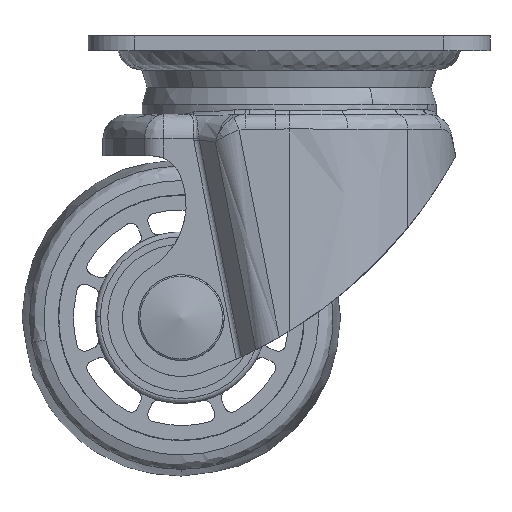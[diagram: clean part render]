
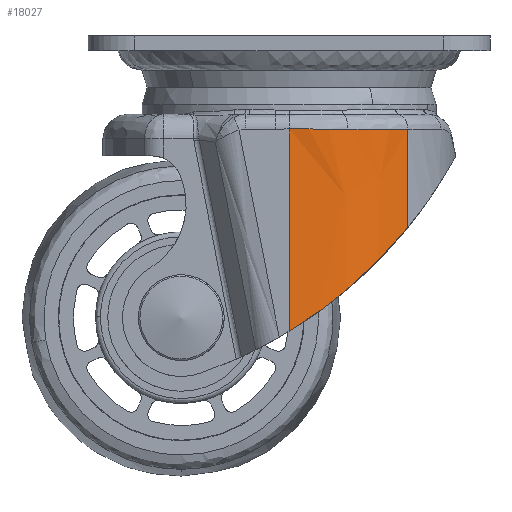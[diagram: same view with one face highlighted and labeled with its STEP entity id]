
A CAD part, front view. The second image highlights one B-rep face of the part: STEP entity #18027.
In plain terms, the highlighted free-form (B-spline) face has degree [1, 2] with [2, 3] control points.
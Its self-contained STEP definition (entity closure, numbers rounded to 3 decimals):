
#14173=CARTESIAN_POINT('',(46.21,-23.083,18.377));
#14174=VERTEX_POINT('',#14173);
#14262=CARTESIAN_POINT('',(46.21,-23.083,38.5));
#14263=VERTEX_POINT('',#14262);
#14272=CARTESIAN_POINT('',(46.21,-23.083,18.377));
#14273=CARTESIAN_POINT('',(46.21,-23.083,38.5));
#14274=QUASI_UNIFORM_CURVE('',1,(#14272,#14273),.UNSPECIFIED.,.F.,.U.);
#14275=EDGE_CURVE('',#14174,#14263,#14274,.T.);
#16545=CARTESIAN_POINT('',(33.961,-30.755,38.5));
#16546=VERTEX_POINT('',#16545);
#16558=CARTESIAN_POINT('',(46.21,-23.083,38.5));
#16559=CARTESIAN_POINT('',(44.411,-24.823,38.5));
#16560=CARTESIAN_POINT('',(40.557,-27.818,38.5));
#16561=CARTESIAN_POINT('',(36.169,-29.948,38.5));
#16562=CARTESIAN_POINT('',(33.961,-30.755,38.5));
#16563=B_SPLINE_CURVE_WITH_KNOTS('',3,(#16558,#16559,#16560,#16561,#16562),.UNSPECIFIED.,.F.,.U.,(4,1,4),(0.,7.507,14.558),.UNSPECIFIED.);
#16564=EDGE_CURVE('',#14263,#16546,#16563,.T.);
#16644=CARTESIAN_POINT('',(22.0,-32.874,38.503));
#16645=VERTEX_POINT('',#16644);
#16657=CARTESIAN_POINT('',(33.961,-30.755,38.5));
#16658=CARTESIAN_POINT('',(31.573,-31.629,38.501));
#16659=CARTESIAN_POINT('',(27.596,-32.606,38.502));
#16660=CARTESIAN_POINT('',(23.526,-32.874,38.502));
#16661=CARTESIAN_POINT('',(22.0,-32.874,38.503));
#16662=B_SPLINE_CURVE_WITH_KNOTS('',3,(#16657,#16658,#16659,#16660,#16661),.UNSPECIFIED.,.F.,.U.,(4,1,4),(0.,7.631,12.21),.UNSPECIFIED.);
#16663=EDGE_CURVE('',#16546,#16645,#16662,.T.);
#17976=CARTESIAN_POINT('',(46.857,-22.441,-3.806));
#17977=CARTESIAN_POINT('',(46.857,-22.441,39.56));
#17978=CARTESIAN_POINT('',(36.076,-33.425,-3.806));
#17979=CARTESIAN_POINT('',(36.076,-33.425,39.56));
#17980=CARTESIAN_POINT('',(20.696,-32.849,-3.806));
#17981=CARTESIAN_POINT('',(20.696,-32.849,39.56));
#17989=(BOUNDED_SURFACE()B_SPLINE_SURFACE(1,2,((#17976,#17978,#17980),(#17977,#17979,#17981)),.UNSPECIFIED.,.F.,.F.,.U.)B_SPLINE_SURFACE_WITH_KNOTS((2,2),(3,3),(0.0,43.366),(0.0,29.41),.UNSPECIFIED.)GEOMETRIC_REPRESENTATION_ITEM()RATIONAL_B_SPLINE_SURFACE(((1.0,0.912,0.995),(1.0,0.912,0.995)))REPRESENTATION_ITEM('')SURFACE());
#17990=ORIENTED_EDGE('',*,*,#14275,.T.);
#17991=ORIENTED_EDGE('',*,*,#16564,.T.);
#17992=ORIENTED_EDGE('',*,*,#16663,.T.);
#17993=CARTESIAN_POINT('',(22.0,-32.874,-2.774));
#17994=VERTEX_POINT('',#17993);
#17995=CARTESIAN_POINT('',(22.0,-32.874,-2.774));
#17996=CARTESIAN_POINT('',(22.0,-32.874,38.503));
#17997=QUASI_UNIFORM_CURVE('',1,(#17995,#17996),.UNSPECIFIED.,.F.,.U.);
#17998=EDGE_CURVE('',#17994,#16645,#17997,.T.);
#17999=ORIENTED_EDGE('',*,*,#17998,.F.);
#18000=CARTESIAN_POINT('',(46.21,-23.083,18.377));
#18001=CARTESIAN_POINT('',(45.438,-23.83,17.427));
#18002=CARTESIAN_POINT('',(44.637,-24.536,16.48));
#18003=CARTESIAN_POINT('',(42.975,-25.87,14.593));
#18004=CARTESIAN_POINT('',(42.115,-26.498,13.654));
#18005=CARTESIAN_POINT('',(40.333,-27.677,11.786));
#18006=CARTESIAN_POINT('',(39.411,-28.229,10.859));
#18007=CARTESIAN_POINT('',(37.501,-29.253,9.017));
#18008=CARTESIAN_POINT('',(36.514,-29.725,8.102));
#18009=CARTESIAN_POINT('',(35.234,-30.262,6.97));
#18010=CARTESIAN_POINT('',(34.976,-30.367,6.743));
#18011=CARTESIAN_POINT('',(34.457,-30.571,6.293));
#18012=CARTESIAN_POINT('',(34.196,-30.67,6.07));
#18013=CARTESIAN_POINT('',(33.408,-30.957,5.402));
#18014=CARTESIAN_POINT('',(32.877,-31.136,4.962));
#18015=CARTESIAN_POINT('',(31.266,-31.637,3.655));
#18016=CARTESIAN_POINT('',(30.169,-31.921,2.804));
#18017=CARTESIAN_POINT('',(27.923,-32.385,1.141));
#18018=CARTESIAN_POINT('',(26.776,-32.565,0.329));
#18019=CARTESIAN_POINT('',(24.428,-32.809,-1.253));
#18020=CARTESIAN_POINT('',(23.228,-32.874,-2.024));
#18021=CARTESIAN_POINT('',(22.,-32.874,-2.774));
#18022=B_SPLINE_CURVE_WITH_KNOTS('',3,(#18000,#18001,#18002,#18003,#18004,#18005,#18006,#18007,#18008,#18009,#18010,#18011,#18012,#18013,#18014,#18015,#18016,#18017,#18018,#18019,#18020,#18021),.UNSPECIFIED.,.F.,.U.,(4,2,2,2,2,2,2,2,2,2,4),(0.0,0.125,0.25,0.375,0.5,0.531,0.562,0.625,0.75,0.875,1.0),.UNSPECIFIED.);
#18023=EDGE_CURVE('',#14174,#17994,#18022,.T.);
#18024=ORIENTED_EDGE('',*,*,#18023,.F.);
#18025=EDGE_LOOP('',(#17990,#17991,#17992,#17999,#18024));
#18026=FACE_OUTER_BOUND('',#18025,.T.);
#18027=ADVANCED_FACE('',(#18026),#17989,.T.);
